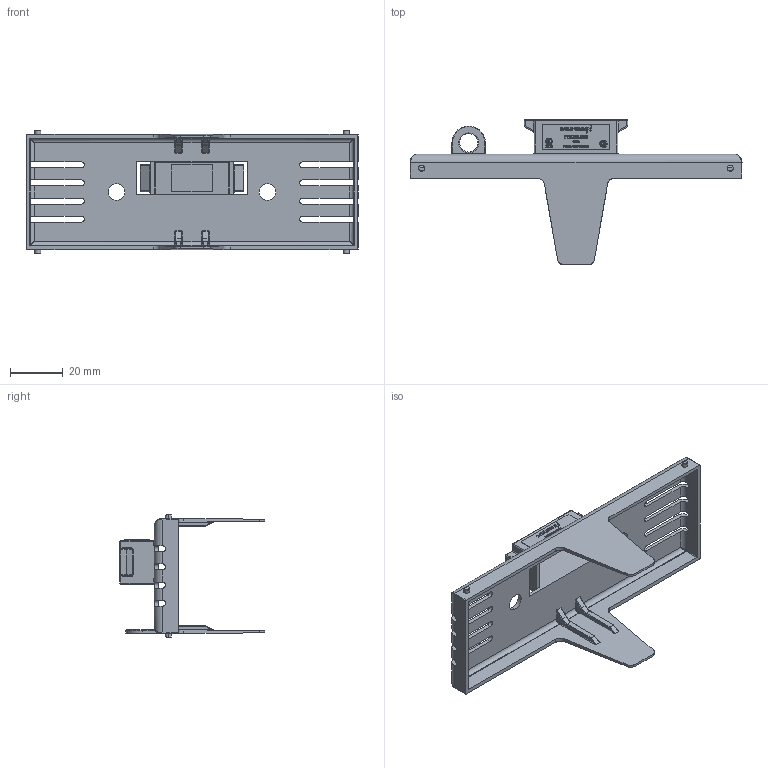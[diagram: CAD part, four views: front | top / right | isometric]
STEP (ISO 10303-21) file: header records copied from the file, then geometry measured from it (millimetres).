
FILE_DESCRIPTION (( 'STEP AP214' ), '1' );
FILE_NAME ('OUT-360390.STEP', '2024-04-09T12:39:45', ( '' ), ( '' ), 'SwSTEP 2.0', 'SolidWorks 2021', '' );
FILE_SCHEMA (( 'AUTOMOTIVE_DESIGN' ));
Length unit declared in the file: inch
Products named in the file (5): 1203190; 1203188_FBC60J30I; 330839; OUT-360390; 1203656
Assembly tree (4 placements, depth 2):
  OUT-360390
    330839
    1203190
    1203188_FBC60J30I
    1203656
Bounding box: 125.75 x 55.14 x 46.73 mm (x, y, z)
Volume: 15230.5 mm3; surface area: 22073.2 mm2
Topology: 4 solids, 4 shells, 2341 faces, 6224 edges, 4062 vertices
Faces by surface type: plane 1234, bspline 857, cylinder 206, sphere 24, torus 20
Entity records: 115624 total; most frequent: CARTESIAN_POINT 60503, ORIENTED_EDGE 12404, DIRECTION 7692, EDGE_CURVE 6202, VERTEX_POINT 4062, LINE 4026, VECTOR 4026, EDGE_LOOP 2560
